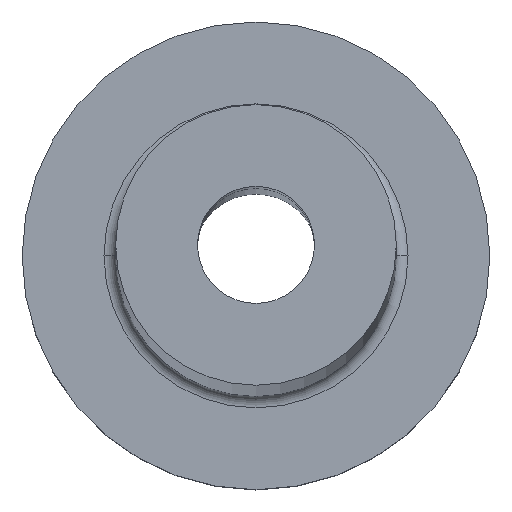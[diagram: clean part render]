
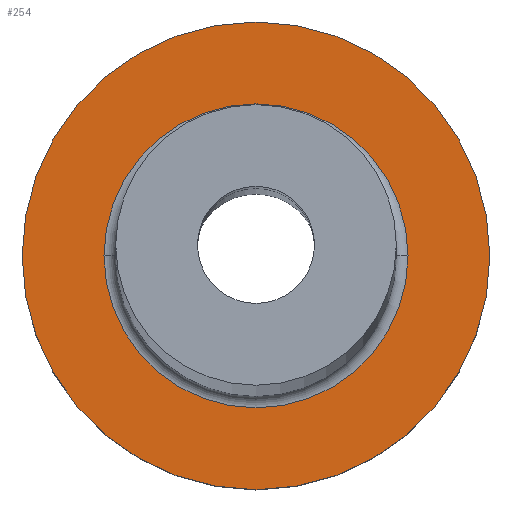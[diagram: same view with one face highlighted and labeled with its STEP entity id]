
A CAD part, top view. The second image highlights one B-rep face of the part: STEP entity #254.
In plain terms, the highlighted planar face has unit normal (0, 0, 1).
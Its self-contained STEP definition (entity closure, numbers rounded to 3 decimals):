
#6 = PLANE ( 'NONE',  #271 ) ;
#12 = FACE_OUTER_BOUND ( 'NONE', #125, .T. ) ;
#31 = EDGE_CURVE ( 'NONE', #226, #154, #210, .T. ) ;
#36 = CARTESIAN_POINT ( 'NONE',  ( 0., 0., 7. ) ) ;
#39 = AXIS2_PLACEMENT_3D ( 'NONE', #302, #297, #366 ) ;
#45 = EDGE_LOOP ( 'NONE', ( #407, #349 ) ) ;
#51 = CARTESIAN_POINT ( 'NONE',  ( 0., 0., 7. ) ) ;
#108 = CARTESIAN_POINT ( 'NONE',  ( -6.5, 0., 7. ) ) ;
#125 = EDGE_LOOP ( 'NONE', ( #334, #415 ) ) ;
#147 = EDGE_CURVE ( 'NONE', #350, #439, #338, .T. ) ;
#154 = VERTEX_POINT ( 'NONE', #180 ) ;
#156 = DIRECTION ( 'NONE',  ( 1., 0., 0. ) ) ;
#169 = CARTESIAN_POINT ( 'NONE',  ( 10., 0., 7. ) ) ;
#178 = DIRECTION ( 'NONE',  ( 1., 0., 0. ) ) ;
#180 = CARTESIAN_POINT ( 'NONE',  ( 6.5, 0., 7. ) ) ;
#184 = DIRECTION ( 'NONE',  ( 0., 0., 1. ) ) ;
#185 = DIRECTION ( 'NONE',  ( 1., 0., 0. ) ) ;
#193 = DIRECTION ( 'NONE',  ( 0., 0., 1. ) ) ;
#196 = AXIS2_PLACEMENT_3D ( 'NONE', #299, #441, #185 ) ;
#210 = CIRCLE ( 'NONE', #246, 6.5 ) ;
#226 = VERTEX_POINT ( 'NONE', #108 ) ;
#246 = AXIS2_PLACEMENT_3D ( 'NONE', #270, #413, #381 ) ;
#254 = ADVANCED_FACE ( 'NONE', ( #333, #12 ), #6, .T. ) ;
#270 = CARTESIAN_POINT ( 'NONE',  ( 0., 0., 7. ) ) ;
#271 = AXIS2_PLACEMENT_3D ( 'NONE', #51, #193, #156 ) ;
#292 = EDGE_CURVE ( 'NONE', #439, #350, #347, .T. ) ;
#297 = DIRECTION ( 'NONE',  ( 0., 0., 1. ) ) ;
#299 = CARTESIAN_POINT ( 'NONE',  ( 0., 0., 7. ) ) ;
#302 = CARTESIAN_POINT ( 'NONE',  ( 0., 0., 7. ) ) ;
#308 = AXIS2_PLACEMENT_3D ( 'NONE', #36, #184, #178 ) ;
#324 = CIRCLE ( 'NONE', #196, 6.5 ) ;
#333 = FACE_BOUND ( 'NONE', #45, .T. ) ;
#334 = ORIENTED_EDGE ( 'NONE', *, *, #147, .T. ) ;
#338 = CIRCLE ( 'NONE', #308, 10. ) ;
#347 = CIRCLE ( 'NONE', #39, 10. ) ;
#349 = ORIENTED_EDGE ( 'NONE', *, *, #31, .T. ) ;
#350 = VERTEX_POINT ( 'NONE', #409 ) ;
#366 = DIRECTION ( 'NONE',  ( 1., 0., 0. ) ) ;
#381 = DIRECTION ( 'NONE',  ( 1., 0., 0. ) ) ;
#400 = EDGE_CURVE ( 'NONE', #154, #226, #324, .T. ) ;
#407 = ORIENTED_EDGE ( 'NONE', *, *, #400, .T. ) ;
#409 = CARTESIAN_POINT ( 'NONE',  ( -10., 0., 7. ) ) ;
#413 = DIRECTION ( 'NONE',  ( 0., 0., -1. ) ) ;
#415 = ORIENTED_EDGE ( 'NONE', *, *, #292, .T. ) ;
#439 = VERTEX_POINT ( 'NONE', #169 ) ;
#441 = DIRECTION ( 'NONE',  ( 0., 0., -1. ) ) ;
